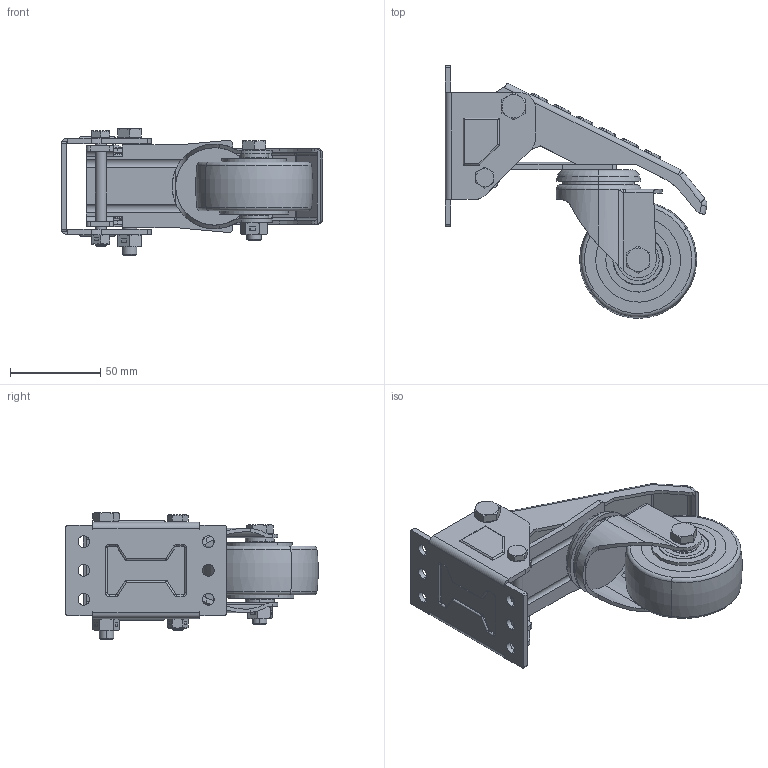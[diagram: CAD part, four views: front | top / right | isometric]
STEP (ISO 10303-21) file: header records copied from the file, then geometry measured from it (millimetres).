
FILE_DESCRIPTION (( 'STEP AP214' ), '1' );
FILE_NAME ('0056633.step', '2026-02-05T10:53:51', ( '' ), ( '' ), 'SwSTEP 2.0', 'SolidWorks 2020', '' );
FILE_SCHEMA (( 'AUTOMOTIVE_DESIGN' ));
Length unit declared in the file: millimetre
Products named in the file (1): 0056633
Bounding box: 145.08 x 139.87 x 70.3 mm (x, y, z)
Volume: 184754.7 mm3; surface area: 110962 mm2
Topology: 28 solids, 28 shells, 909 faces, 2124 edges, 1291 vertices
Faces by surface type: cylinder 340, plane 333, torus 122, cone 106, sphere 4, bspline 4
Entity records: 36984 total; most frequent: CARTESIAN_POINT 5485, DIRECTION 4694, ORIENTED_EDGE 4236, EDGE_CURVE 2118, AXIS2_PLACEMENT_3D 1854, VERTEX_POINT 1291, EDGE_LOOP 1013, LINE 986
